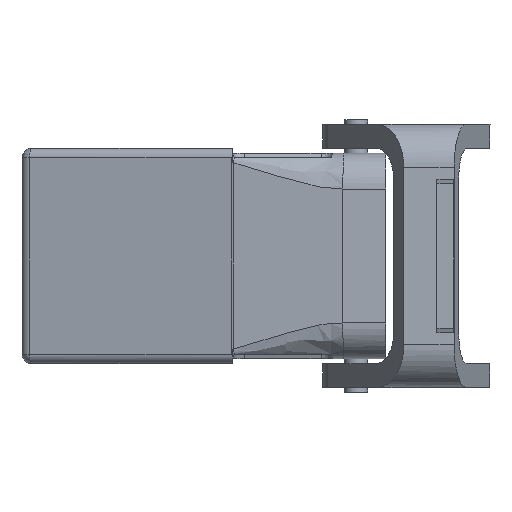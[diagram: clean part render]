
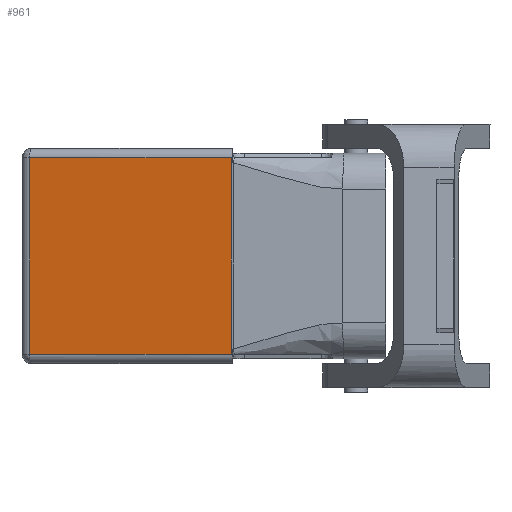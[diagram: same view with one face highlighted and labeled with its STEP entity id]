
A CAD part, left-side view. The second image highlights one B-rep face of the part: STEP entity #961.
In plain terms, the highlighted planar face has unit normal (-0.982, 0.191, 0).
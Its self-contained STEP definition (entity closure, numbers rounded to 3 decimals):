
#961=ADVANCED_FACE('',(#1260),#6264,.T.);
#1260=FACE_OUTER_BOUND('',#1595,.T.);
#1595=EDGE_LOOP('',(#3972,#3973,#3974,#3975));
#2149=LINE('',#10636,#2716);
#2150=LINE('',#10643,#2717);
#2151=LINE('',#10645,#2718);
#2152=LINE('',#10647,#2719);
#2716=VECTOR('',#7990,1.);
#2717=VECTOR('',#7993,1.);
#2718=VECTOR('',#7994,1.);
#2719=VECTOR('',#7995,1.);
#3972=ORIENTED_EDGE('',*,*,#5559,.T.);
#3973=ORIENTED_EDGE('',*,*,#5560,.T.);
#3974=ORIENTED_EDGE('',*,*,#5561,.T.);
#3975=ORIENTED_EDGE('',*,*,#5557,.T.);
#4834=VERTEX_POINT('',#10623);
#4836=VERTEX_POINT('',#10637);
#4837=VERTEX_POINT('',#10644);
#4838=VERTEX_POINT('',#10646);
#5557=EDGE_CURVE('',#4836,#4834,#2149,.T.);
#5559=EDGE_CURVE('',#4834,#4837,#2150,.T.);
#5560=EDGE_CURVE('',#4837,#4838,#2151,.T.);
#5561=EDGE_CURVE('',#4838,#4836,#2152,.T.);
#6264=PLANE('',#6770);
#6770=AXIS2_PLACEMENT_3D('',#10648,#7996,#7997);
#7990=DIRECTION('',(0.191,0.982,0.));
#7993=DIRECTION('',(0.,0.,-1.));
#7994=DIRECTION('',(-0.191,-0.982,0.));
#7995=DIRECTION('',(0.,0.,1.));
#7996=DIRECTION('',(-0.982,0.191,0.));
#7997=DIRECTION('',(-0.191,-0.982,0.));
#10623=CARTESIAN_POINT('',(-50.012,65.382,20.5));
#10636=CARTESIAN_POINT('',(-58.195,23.285,20.5));
#10637=CARTESIAN_POINT('',(-58.195,23.285,20.5));
#10643=CARTESIAN_POINT('',(-50.012,65.382,20.5));
#10644=CARTESIAN_POINT('',(-50.012,65.382,-20.5));
#10645=CARTESIAN_POINT('',(-50.012,65.382,-20.5));
#10646=CARTESIAN_POINT('',(-58.195,23.285,-20.5));
#10647=CARTESIAN_POINT('',(-58.195,23.285,-20.5));
#10648=CARTESIAN_POINT('',(-49.251,69.298,-22.6));
